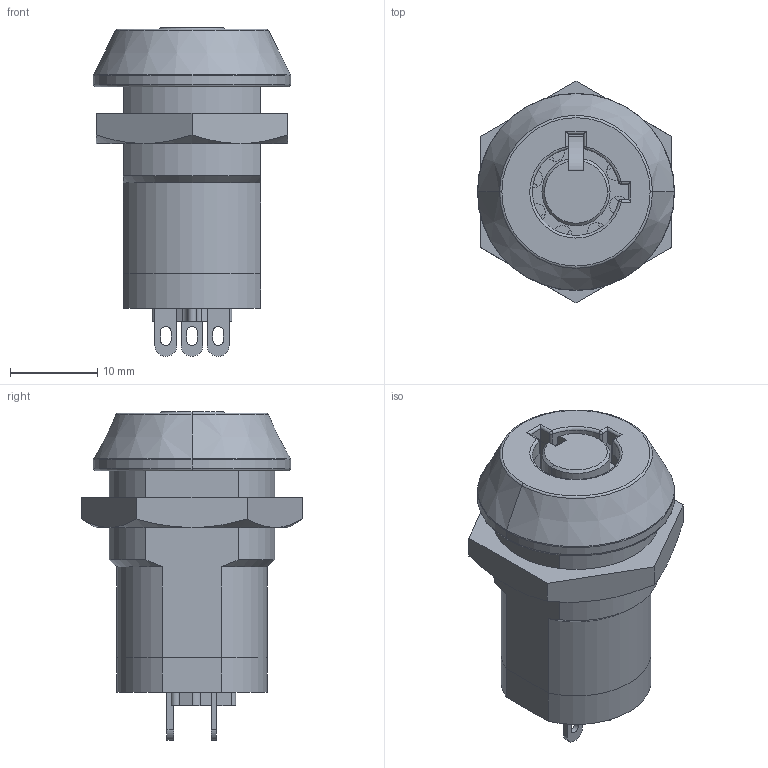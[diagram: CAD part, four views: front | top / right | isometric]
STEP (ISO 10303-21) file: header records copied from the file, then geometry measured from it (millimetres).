
FILE_DESCRIPTION (( 'STEP AP203' ), '1' );
FILE_NAME ('S-20-90-BC-1.STEP', '2018-11-21T07:31:25', ( '' ), ( '' ), 'SwSTEP 2.0', 'SolidWorks 2014', '' );
FILE_SCHEMA (( 'CONFIG_CONTROL_DESIGN' ));
Length unit declared in the file: millimetre
Products named in the file (6): S-20-90-BC-1; S-20_スリーブケース_S-20-90-BC-1; S-20_六角ナット; S-20_シャフト; S-20_スリーブ; S-20_キャップ_S-20-90-BC
Assembly tree (5 placements, depth 2):
  S-20-90-BC-1
    S-20_スリーブケース_S-20-90-BC-1
    S-20_シャフト
    S-20_キャップ_S-20-90-BC
    S-20_六角ナット
    S-20_スリーブ
Bounding box: 22.6 x 25.4 x 37.7 mm (x, y, z)
Volume: 6365.6 mm3; surface area: 8093.4 mm2
Topology: 6 solids, 6 shells, 262 faces, 641 edges, 406 vertices
Faces by surface type: cylinder 103, plane 103, cone 44, torus 8, sphere 4
Entity records: 8461 total; most frequent: CARTESIAN_POINT 1435, DIRECTION 1423, ORIENTED_EDGE 1278, EDGE_CURVE 639, AXIS2_PLACEMENT_3D 542, VERTEX_POINT 406, VECTOR 339, LINE 339
